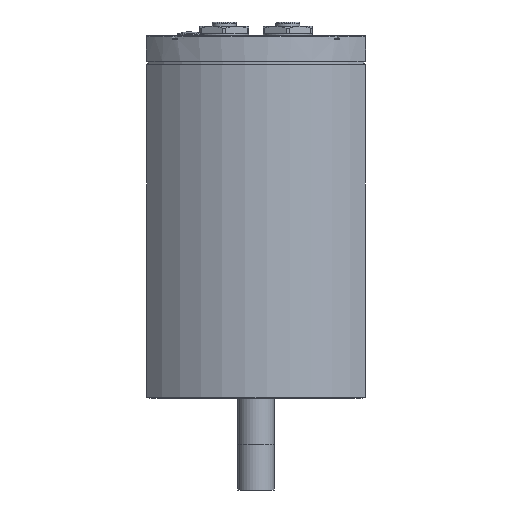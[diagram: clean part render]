
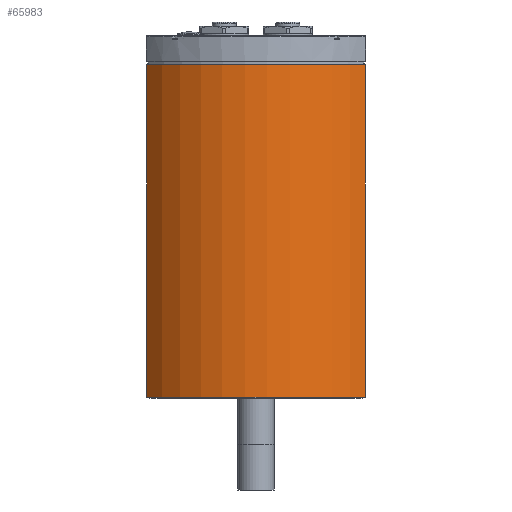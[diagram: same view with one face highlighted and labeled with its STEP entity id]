
A CAD part, left-side view. The second image highlights one B-rep face of the part: STEP entity #65983.
In plain terms, the highlighted cylindrical face has radius 48.5 mm (diameter 97 mm), a partial arc.
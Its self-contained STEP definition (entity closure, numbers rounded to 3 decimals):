
#3835=CIRCLE('',#70481,48.5);
#3846=CIRCLE('',#70500,48.5);
#7397=CYLINDRICAL_SURFACE('',#70499,48.5);
#9105=FACE_OUTER_BOUND('',#12868,.T.);
#12868=EDGE_LOOP('',(#44915,#44916,#44917,#44918));
#17041=LINE('',#103393,#21731);
#17042=LINE('',#103397,#21732);
#21731=VECTOR('',#79859,10.);
#21732=VECTOR('',#79864,10.);
#27474=VERTEX_POINT('',#103347);
#27475=VERTEX_POINT('',#103349);
#27489=VERTEX_POINT('',#103391);
#27490=VERTEX_POINT('',#103395);
#34051=EDGE_CURVE('',#27474,#27475,#3835,.T.);
#34073=EDGE_CURVE('',#27489,#27475,#17041,.T.);
#34074=EDGE_CURVE('',#27489,#27490,#3846,.T.);
#34075=EDGE_CURVE('',#27490,#27474,#17042,.T.);
#44915=ORIENTED_EDGE('',*,*,#34074,.F.);
#44916=ORIENTED_EDGE('',*,*,#34073,.T.);
#44917=ORIENTED_EDGE('',*,*,#34051,.F.);
#44918=ORIENTED_EDGE('',*,*,#34075,.F.);
#65983=ADVANCED_FACE('',(#9105),#7397,.T.);
#70481=AXIS2_PLACEMENT_3D('',#103350,#79812,#79813);
#70499=AXIS2_PLACEMENT_3D('',#103394,#79860,#79861);
#70500=AXIS2_PLACEMENT_3D('',#103396,#79862,#79863);
#79812=DIRECTION('center_axis',(0.,0.,
1.));
#79813=DIRECTION('ref_axis',(-0.626,-0.78,0.));
#79859=DIRECTION('',(0.,0.,1.));
#79860=DIRECTION('center_axis',(0.,0.,
1.));
#79861=DIRECTION('ref_axis',(-0.626,-0.78,0.));
#79862=DIRECTION('center_axis',(0.,0.,
-1.));
#79863=DIRECTION('ref_axis',(-0.626,-0.78,0.));
#79864=DIRECTION('',(0.,0.,1.));
#103347=CARTESIAN_POINT('',(-19.849,37.831,124.6));
#103349=CARTESIAN_POINT('',(-19.849,-37.831,124.6));
#103350=CARTESIAN_POINT('Origin',(10.5,0.,
124.6));
#103391=CARTESIAN_POINT('',(-19.849,-37.831,9.6));
#103393=CARTESIAN_POINT('',(-19.849,-37.831,9.6));
#103394=CARTESIAN_POINT('Origin',(10.5,0.,9.6));
#103395=CARTESIAN_POINT('',(-19.849,37.831,9.6));
#103396=CARTESIAN_POINT('Origin',(10.5,0.,9.6));
#103397=CARTESIAN_POINT('',(-19.849,37.831,9.6));
